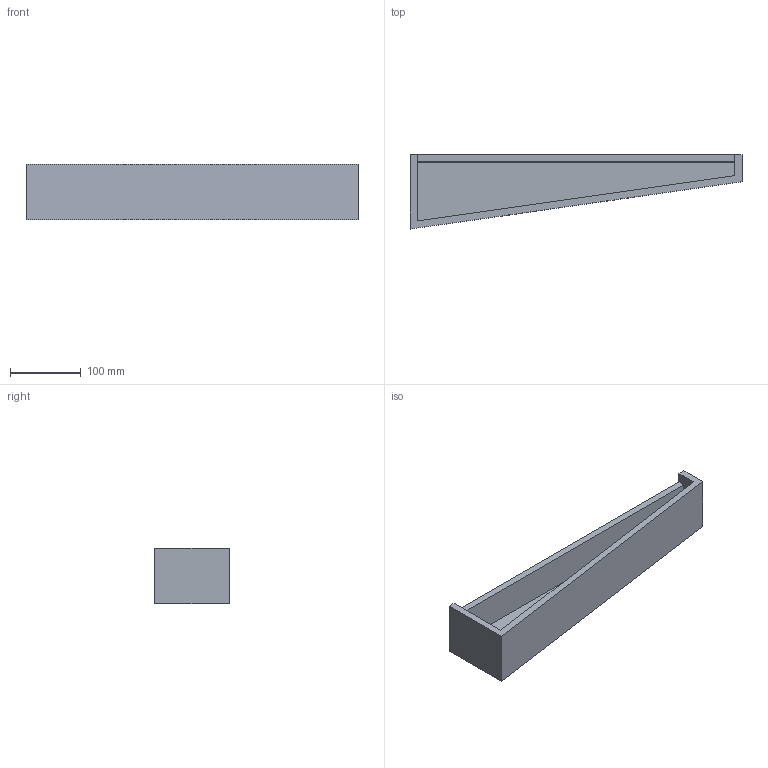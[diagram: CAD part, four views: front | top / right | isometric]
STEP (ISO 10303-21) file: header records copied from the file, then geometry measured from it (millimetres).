
FILE_DESCRIPTION(/* description */ (''),/* implementation_level */ '2;1');
FILE_NAME(/* name */ 'T17412_Teos',/* time_stamp */ '2023-06-26T13:02:33+02:00',/* author */ (''),/* organization */ (''),/* preprocessor_version */ 'ST-DEVELOPER v16.5',/* originating_system */ 'Rhino 7.26',/* authorisation */ '');
FILE_SCHEMA (('CONFIG_CONTROL_DESIGN'));
Length unit declared in the file: millimetre
Products named in the file (1): Document
Bounding box: 470 x 105 x 78 mm (x, y, z)
Volume: 773788.7 mm3; surface area: 224194.8 mm2
Topology: 3 solids, 3 shells, 22 faces, 50 edges, 34 vertices
Faces by surface type: plane 22
Entity records: 623 total; most frequent: CARTESIAN_POINT 163, ORIENTED_EDGE 96, B_SPLINE_CURVE_WITH_KNOTS 50, EDGE_CURVE 48, VERTEX_POINT 32, DIRECTION 28, AXIS2_PLACEMENT_3D 25, ADVANCED_FACE 22
